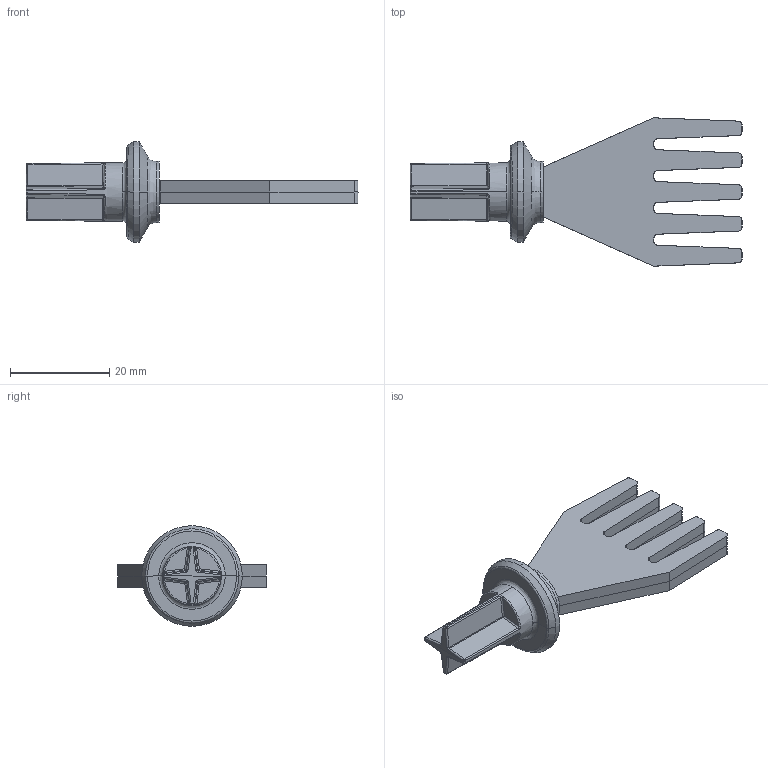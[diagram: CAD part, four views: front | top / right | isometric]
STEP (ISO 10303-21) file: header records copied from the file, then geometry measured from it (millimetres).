
FILE_DESCRIPTION (( 'STEP AP203' ), '1' );
FILE_NAME ('QB-WEH-1416.stp', '2017-06-20T15:30:27', ( '' ), ( '' ), 'SwSTEP 2.0', 'SolidWorks 2016', '' );
FILE_SCHEMA (( 'CONFIG_CONTROL_DESIGN' ));
Length unit declared in the file: inch
Products named in the file (1): QB-WEH-1416
Bounding box: 67.05 x 29.97 x 20.32 mm (x, y, z)
Volume: 6070.5 mm3; surface area: 4233.5 mm2
Topology: 1 solids, 1 shells, 187 faces, 450 edges, 254 vertices
Faces by surface type: plane 61, bspline 52, cone 42, cylinder 32
Entity records: 6951 total; most frequent: CARTESIAN_POINT 3034, ORIENTED_EDGE 876, DIRECTION 694, EDGE_CURVE 438, VERTEX_POINT 254, AXIS2_PLACEMENT_3D 240, LINE 214, VECTOR 214
